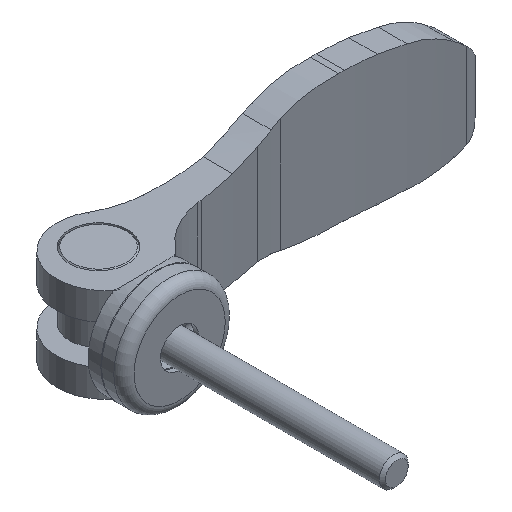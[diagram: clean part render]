
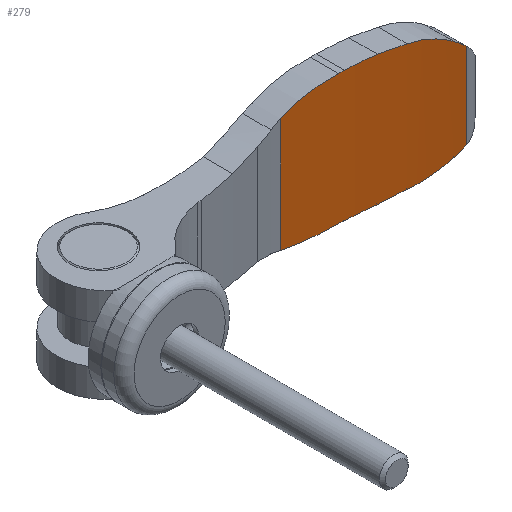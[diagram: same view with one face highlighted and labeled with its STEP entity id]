
A CAD part, isometric view. The second image highlights one B-rep face of the part: STEP entity #279.
In plain terms, the highlighted cylindrical face has radius 60 mm (diameter 120 mm), a partial arc.
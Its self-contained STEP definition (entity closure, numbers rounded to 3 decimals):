
#279 = ADVANCED_FACE( '', ( #546 ), #547, .F. );
#546 = FACE_OUTER_BOUND( '', #835, .T. );
#547 = CYLINDRICAL_SURFACE( '', #836, 60. );
#835 = EDGE_LOOP( '', ( #1286, #1287, #1288, #1289, #1290, #1291, #1292, #1293, #1294, #1295, #1296, #1297, #1298, #1299 ) );
#836 = AXIS2_PLACEMENT_3D( '', #1300, #1301, #1302 );
#1286 = ORIENTED_EDGE( '', *, *, #1846, .F. );
#1287 = ORIENTED_EDGE( '', *, *, #1847, .F. );
#1288 = ORIENTED_EDGE( '', *, *, #1848, .F. );
#1289 = ORIENTED_EDGE( '', *, *, #1691, .F. );
#1290 = ORIENTED_EDGE( '', *, *, #1849, .F. );
#1291 = ORIENTED_EDGE( '', *, *, #1817, .F. );
#1292 = ORIENTED_EDGE( '', *, *, #1751, .F. );
#1293 = ORIENTED_EDGE( '', *, *, #1850, .F. );
#1294 = ORIENTED_EDGE( '', *, *, #1792, .F. );
#1295 = ORIENTED_EDGE( '', *, *, #1851, .F. );
#1296 = ORIENTED_EDGE( '', *, *, #1757, .T. );
#1297 = ORIENTED_EDGE( '', *, *, #1852, .F. );
#1298 = ORIENTED_EDGE( '', *, *, #1853, .F. );
#1299 = ORIENTED_EDGE( '', *, *, #1704, .T. );
#1300 = CARTESIAN_POINT( '', ( 32.833, -58.306, 9. ) );
#1301 = DIRECTION( '', ( 0., 0., 1. ) );
#1302 = DIRECTION( '', ( -1., 0., 0. ) );
#1691 = EDGE_CURVE( '', #1963, #1965, #1966, .T. );
#1704 = EDGE_CURVE( '', #1988, #1986, #1989, .T. );
#1751 = EDGE_CURVE( '', #2065, #2066, #2067, .T. );
#1757 = EDGE_CURVE( '', #2077, #2074, #2078, .T. );
#1792 = EDGE_CURVE( '', #2134, #2136, #2137, .T. );
#1817 = EDGE_CURVE( '', #2066, #2176, #2177, .T. );
#1846 = EDGE_CURVE( '', #2220, #1986, #2221, .T. );
#1847 = EDGE_CURVE( '', #2222, #2220, #2223, .T. );
#1848 = EDGE_CURVE( '', #1965, #2222, #2224, .T. );
#1849 = EDGE_CURVE( '', #2176, #1963, #2225, .T. );
#1850 = EDGE_CURVE( '', #2136, #2065, #2226, .T. );
#1851 = EDGE_CURVE( '', #2077, #2134, #2227, .T. );
#1852 = EDGE_CURVE( '', #2228, #2074, #2229, .T. );
#1853 = EDGE_CURVE( '', #1988, #2228, #2230, .T. );
#1963 = VERTEX_POINT( '', #2385 );
#1965 = VERTEX_POINT( '', #2388 );
#1966 = B_SPLINE_CURVE_WITH_KNOTS( '', 3, ( #2389, #2390, #2391, #2392 ), .UNSPECIFIED., .F., .F., ( 4, 4 ), ( 0., 0.004 ), .UNSPECIFIED. );
#1986 = VERTEX_POINT( '', #2453 );
#1988 = VERTEX_POINT( '', #2458 );
#1989 = LINE( '', #2459, #2460 );
#2065 = VERTEX_POINT( '', #2577 );
#2066 = VERTEX_POINT( '', #2578 );
#2067 = LINE( '', #2579, #2580 );
#2074 = VERTEX_POINT( '', #2614 );
#2077 = VERTEX_POINT( '', #2618 );
#2078 = CIRCLE( '', #2619, 60. );
#2134 = VERTEX_POINT( '', #2789 );
#2136 = VERTEX_POINT( '', #2792 );
#2137 = B_SPLINE_CURVE_WITH_KNOTS( '', 3, ( #2793, #2794, #2795, #2796, #2797, #2798, #2799, #2800 ), .UNSPECIFIED., .F., .F., ( 4, 2, 2, 4 ), ( 0., 0.003, 0.004, 0.006 ), .UNSPECIFIED. );
#2176 = VERTEX_POINT( '', #2889 );
#2177 = B_SPLINE_CURVE_WITH_KNOTS( '', 3, ( #2890, #2891, #2892, #2893 ), .UNSPECIFIED., .F., .F., ( 4, 4 ), ( 0., 0.002 ), .UNSPECIFIED. );
#2220 = VERTEX_POINT( '', #3044 );
#2221 = B_SPLINE_CURVE_WITH_KNOTS( '', 3, ( #3045, #3046, #3047, #3048, #3049, #3050 ), .UNSPECIFIED., .F., .F., ( 4, 2, 4 ), ( 0., 0.004, 0.008 ), .UNSPECIFIED. );
#2222 = VERTEX_POINT( '', #3051 );
#2223 = B_SPLINE_CURVE_WITH_KNOTS( '', 3, ( #3052, #3053, #3054, #3055 ), .UNSPECIFIED., .F., .F., ( 4, 4 ), ( 0., 0.001 ), .UNSPECIFIED. );
#2224 = CIRCLE( '', #3056, 60. );
#2225 = B_SPLINE_CURVE_WITH_KNOTS( '', 3, ( #3057, #3058, #3059, #3060, #3061, #3062, #3063, #3064 ), .UNSPECIFIED., .F., .F., ( 4, 2, 2, 4 ), ( 0., 0.003, 0.004, 0.006 ), .UNSPECIFIED. );
#2226 = B_SPLINE_CURVE_WITH_KNOTS( '', 3, ( #3065, #3066, #3067, #3068 ), .UNSPECIFIED., .F., .F., ( 4, 4 ), ( 0., 0.002 ), .UNSPECIFIED. );
#2227 = B_SPLINE_CURVE_WITH_KNOTS( '', 3, ( #3069, #3070, #3071, #3072 ), .UNSPECIFIED., .F., .F., ( 4, 4 ), ( 0., 0.004 ), .UNSPECIFIED. );
#2228 = VERTEX_POINT( '', #3073 );
#2229 = B_SPLINE_CURVE_WITH_KNOTS( '', 3, ( #3074, #3075, #3076, #3077 ), .UNSPECIFIED., .F., .F., ( 4, 4 ), ( 0., 0.001 ), .UNSPECIFIED. );
#2230 = B_SPLINE_CURVE_WITH_KNOTS( '', 3, ( #3078, #3079, #3080, #3081, #3082, #3083 ), .UNSPECIFIED., .F., .F., ( 4, 2, 4 ), ( 0., 0.004, 0.008 ), .UNSPECIFIED. );
#2385 = CARTESIAN_POINT( '', ( 43.4, 0.756, -8.7 ) );
#2388 = CARTESIAN_POINT( '', ( 39.8, 1.288, -9. ) );
#2389 = CARTESIAN_POINT( '', ( 43.4, 0.756, -8.7 ) );
#2390 = CARTESIAN_POINT( '', ( 42.21, 0.969, -8.855 ) );
#2391 = CARTESIAN_POINT( '', ( 41.01, 1.147, -8.955 ) );
#2392 = CARTESIAN_POINT( '', ( 39.8, 1.288, -9. ) );
#2453 = CARTESIAN_POINT( '', ( 26.5, 1.359, -7.888 ) );
#2458 = CARTESIAN_POINT( '', ( 26.5, 1.359, 7.888 ) );
#2459 = CARTESIAN_POINT( '', ( 26.5, 1.359, 9. ) );
#2460 = VECTOR( '', #3367, 1000. );
#2577 = CARTESIAN_POINT( '', ( 50., -0.814, 5.904 ) );
#2578 = CARTESIAN_POINT( '', ( 50., -0.814, -5.904 ) );
#2579 = CARTESIAN_POINT( '', ( 50., -0.814, 9. ) );
#2580 = VECTOR( '', #3436, 1000. );
#2614 = CARTESIAN_POINT( '', ( 35.601, 1.63, 9. ) );
#2618 = CARTESIAN_POINT( '', ( 39.8, 1.288, 9. ) );
#2619 = AXIS2_PLACEMENT_3D( '', #3439, #3440, #3441 );
#2789 = CARTESIAN_POINT( '', ( 43.4, 0.756, 8.7 ) );
#2792 = CARTESIAN_POINT( '', ( 48.7, -0.442, 6.9 ) );
#2793 = CARTESIAN_POINT( '', ( 43.4, 0.756, 8.7 ) );
#2794 = CARTESIAN_POINT( '', ( 44.358, 0.585, 8.658 ) );
#2795 = CARTESIAN_POINT( '', ( 45.282, 0.395, 8.482 ) );
#2796 = CARTESIAN_POINT( '', ( 46.623, 0.09, 8.028 ) );
#2797 = CARTESIAN_POINT( '', ( 47.063, -0.016, 7.842 ) );
#2798 = CARTESIAN_POINT( '', ( 47.906, -0.228, 7.415 ) );
#2799 = CARTESIAN_POINT( '', ( 48.311, -0.335, 7.172 ) );
#2800 = CARTESIAN_POINT( '', ( 48.7, -0.442, 6.9 ) );
#2889 = CARTESIAN_POINT( '', ( 48.7, -0.442, -6.9 ) );
#2890 = CARTESIAN_POINT( '', ( 50., -0.814, -5.904 ) );
#2891 = CARTESIAN_POINT( '', ( 49.602, -0.695, -6.284 ) );
#2892 = CARTESIAN_POINT( '', ( 49.169, -0.571, -6.616 ) );
#2893 = CARTESIAN_POINT( '', ( 48.7, -0.442, -6.9 ) );
#3044 = CARTESIAN_POINT( '', ( 34.83, 1.661, -8.973 ) );
#3045 = CARTESIAN_POINT( '', ( 34.83, 1.661, -8.973 ) );
#3046 = CARTESIAN_POINT( '', ( 33.41, 1.708, -9.011 ) );
#3047 = CARTESIAN_POINT( '', ( 32.006, 1.704, -8.937 ) );
#3048 = CARTESIAN_POINT( '', ( 29.229, 1.602, -8.575 ) );
#3049 = CARTESIAN_POINT( '', ( 27.857, 1.503, -8.287 ) );
#3050 = CARTESIAN_POINT( '', ( 26.5, 1.359, -7.888 ) );
#3051 = CARTESIAN_POINT( '', ( 35.601, 1.63, -9. ) );
#3052 = CARTESIAN_POINT( '', ( 35.601, 1.63, -9. ) );
#3053 = CARTESIAN_POINT( '', ( 35.344, 1.642, -8.992 ) );
#3054 = CARTESIAN_POINT( '', ( 35.087, 1.652, -8.983 ) );
#3055 = CARTESIAN_POINT( '', ( 34.83, 1.661, -8.973 ) );
#3056 = AXIS2_PLACEMENT_3D( '', #3521, #3522, #3523 );
#3057 = CARTESIAN_POINT( '', ( 48.7, -0.442, -6.9 ) );
#3058 = CARTESIAN_POINT( '', ( 47.922, -0.229, -7.445 ) );
#3059 = CARTESIAN_POINT( '', ( 47.087, -0.016, -7.868 ) );
#3060 = CARTESIAN_POINT( '', ( 45.747, 0.29, -8.326 ) );
#3061 = CARTESIAN_POINT( '', ( 45.284, 0.39, -8.448 ) );
#3062 = CARTESIAN_POINT( '', ( 44.351, 0.58, -8.624 ) );
#3063 = CARTESIAN_POINT( '', ( 43.879, 0.671, -8.679 ) );
#3064 = CARTESIAN_POINT( '', ( 43.4, 0.756, -8.7 ) );
#3065 = CARTESIAN_POINT( '', ( 48.7, -0.442, 6.9 ) );
#3066 = CARTESIAN_POINT( '', ( 49.169, -0.571, 6.616 ) );
#3067 = CARTESIAN_POINT( '', ( 49.602, -0.695, 6.284 ) );
#3068 = CARTESIAN_POINT( '', ( 50., -0.814, 5.904 ) );
#3069 = CARTESIAN_POINT( '', ( 39.8, 1.288, 9. ) );
#3070 = CARTESIAN_POINT( '', ( 41.01, 1.147, 8.955 ) );
#3071 = CARTESIAN_POINT( '', ( 42.21, 0.969, 8.855 ) );
#3072 = CARTESIAN_POINT( '', ( 43.4, 0.756, 8.7 ) );
#3073 = CARTESIAN_POINT( '', ( 34.83, 1.661, 8.973 ) );
#3074 = CARTESIAN_POINT( '', ( 34.83, 1.661, 8.973 ) );
#3075 = CARTESIAN_POINT( '', ( 35.087, 1.652, 8.983 ) );
#3076 = CARTESIAN_POINT( '', ( 35.344, 1.642, 8.992 ) );
#3077 = CARTESIAN_POINT( '', ( 35.601, 1.63, 9. ) );
#3078 = CARTESIAN_POINT( '', ( 26.5, 1.359, 7.888 ) );
#3079 = CARTESIAN_POINT( '', ( 27.857, 1.503, 8.287 ) );
#3080 = CARTESIAN_POINT( '', ( 29.229, 1.602, 8.575 ) );
#3081 = CARTESIAN_POINT( '', ( 32.006, 1.704, 8.937 ) );
#3082 = CARTESIAN_POINT( '', ( 33.41, 1.708, 9.011 ) );
#3083 = CARTESIAN_POINT( '', ( 34.83, 1.661, 8.973 ) );
#3367 = DIRECTION( '', ( 0., 0., -1. ) );
#3436 = DIRECTION( '', ( 0., 0., -1. ) );
#3439 = CARTESIAN_POINT( '', ( 32.833, -58.306, 9. ) );
#3440 = DIRECTION( '', ( 0., 0., 1. ) );
#3441 = DIRECTION( '', ( 1., 0., 0. ) );
#3521 = CARTESIAN_POINT( '', ( 32.833, -58.306, -9. ) );
#3522 = DIRECTION( '', ( 0., 0., 1. ) );
#3523 = DIRECTION( '', ( 1., 0., 0. ) );
